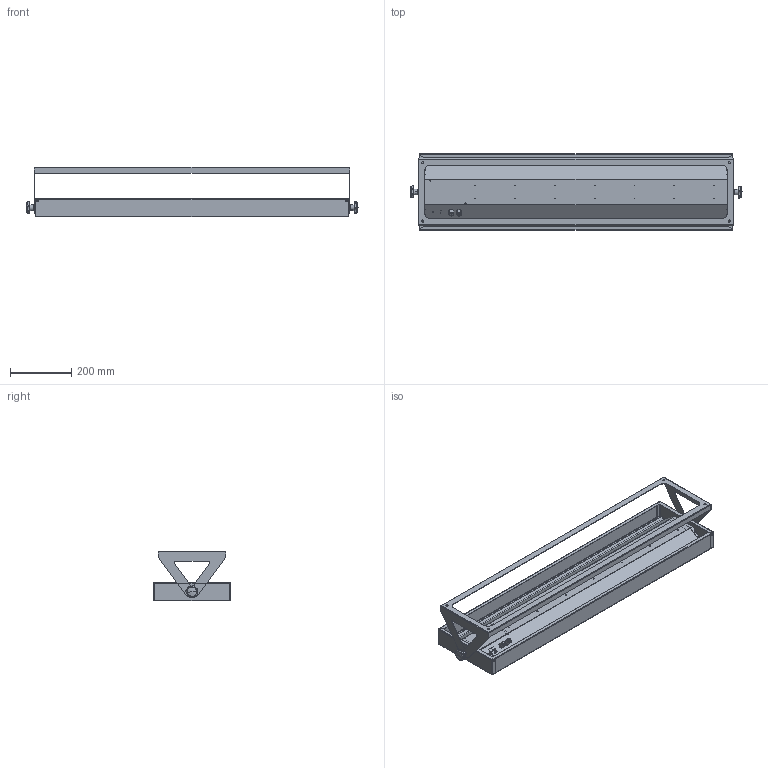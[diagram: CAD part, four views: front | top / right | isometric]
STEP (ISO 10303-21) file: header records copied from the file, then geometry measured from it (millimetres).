
FILE_DESCRIPTION (( 'STEP AP203' ), '1' );
FILE_NAME ('46010_LED_Leuchte_schwenkbar.STEP', '2023-05-15T10:53:36', ( '' ), ( '' ), 'SwSTEP 2.0', 'SolidWorks 2019', '' );
FILE_SCHEMA (( 'CONFIG_CONTROL_DESIGN' ));
Products named in the file (1): 46010_LED_Leuchte_schwenkbar
Bounding box: 1083 x 250 x 162.5 mm (x, y, z)
Surface area: 2125678.3 mm2 (no closed solid volume)
Topology: 0 solids, 23 shells, 3412 faces, 8924 edges, 5736 vertices
Faces by surface type: plane 2041, cylinder 872, bspline 265, cone 168, torus 54, sphere 12
Entity records: 122467 total; most frequent: CARTESIAN_POINT 40564, ORIENTED_EDGE 17748, DIRECTION 15615, EDGE_CURVE 8912, LINE 5861, VECTOR 5861, VERTEX_POINT 5736, AXIS2_PLACEMENT_3D 4877
